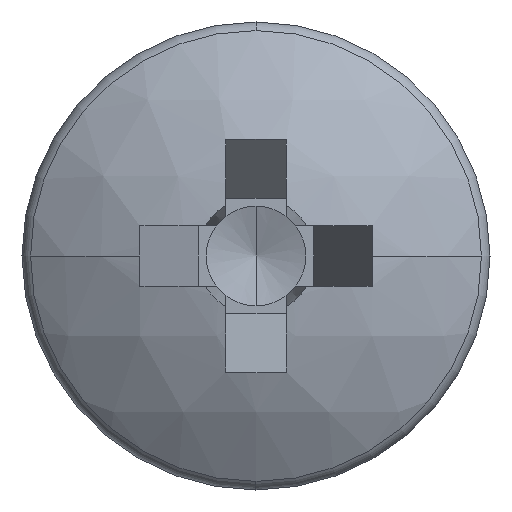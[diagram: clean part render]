
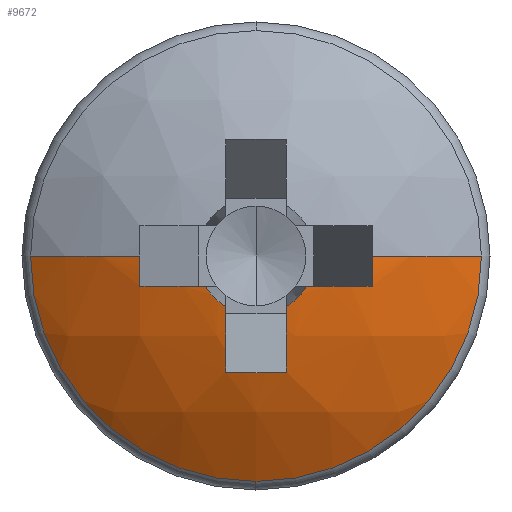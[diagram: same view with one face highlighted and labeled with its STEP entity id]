
A CAD part, left-side view. The second image highlights one B-rep face of the part: STEP entity #9672.
In plain terms, the highlighted spherical face has radius 6.5 mm.
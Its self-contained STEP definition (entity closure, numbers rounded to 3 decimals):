
#144 = CIRCLE ( 'NONE', #10968, 6.426 ) ;
#244 = EDGE_CURVE ( 'NONE', #9139, #10199, #7538, .T. ) ;
#246 = DIRECTION ( 'NONE',  ( 0., 0., 1. ) ) ;
#394 = VERTEX_POINT ( 'NONE', #416 ) ;
#416 = CARTESIAN_POINT ( 'NONE',  ( 0.332, -1.985, -0.515 ) ) ;
#605 = EDGE_LOOP ( 'NONE', ( #9058, #960, #9533, #9265, #658, #8326, #2455, #862, #9147, #7444, #4339, #10820, #9757 ) ) ;
#641 = EDGE_CURVE ( 'NONE', #7146, #8718, #144, .T. ) ;
#658 = ORIENTED_EDGE ( 'NONE', *, *, #5792, .F. ) ;
#804 = EDGE_CURVE ( 'NONE', #8137, #2636, #10942, .T. ) ;
#862 = ORIENTED_EDGE ( 'NONE', *, *, #641, .T. ) ;
#958 = CARTESIAN_POINT ( 'NONE',  ( 6.5, -0.515, 0. ) ) ;
#960 = ORIENTED_EDGE ( 'NONE', *, *, #4733, .T. ) ;
#1008 = SPHERICAL_SURFACE ( 'NONE', #6004, 6.5 ) ;
#1158 = AXIS2_PLACEMENT_3D ( 'NONE', #7418, #7455, #1769 ) ;
#1271 = CARTESIAN_POINT ( 'NONE',  ( 0.332, 1.985, -0.515 ) ) ;
#1358 = DIRECTION ( 'NONE',  ( 0., 0., -1. ) ) ;
#1584 = CARTESIAN_POINT ( 'NONE',  ( 1.265, -3.853, 0. ) ) ;
#1602 = DIRECTION ( 'NONE',  ( 0.895, 0.446, 0. ) ) ;
#1640 = CARTESIAN_POINT ( 'NONE',  ( 0.079, 0.515, -0.868 ) ) ;
#1767 = CIRCLE ( 'NONE', #8969, 6.48 ) ;
#1769 = DIRECTION ( 'NONE',  ( 0., 0., -1. ) ) ;
#1816 = CARTESIAN_POINT ( 'NONE',  ( 1.265, 0., 0. ) ) ;
#2062 = DIRECTION ( 'NONE',  ( 1., 0., 0. ) ) ;
#2155 = DIRECTION ( 'NONE',  ( 1., 0., 0. ) ) ;
#2455 = ORIENTED_EDGE ( 'NONE', *, *, #7995, .F. ) ;
#2468 = AXIS2_PLACEMENT_3D ( 'NONE', #4988, #3040, #2155 ) ;
#2483 = CARTESIAN_POINT ( 'NONE',  ( 0.079, 0., 0. ) ) ;
#2636 = VERTEX_POINT ( 'NONE', #10398 ) ;
#2699 = CIRCLE ( 'NONE', #3587, 6.5 ) ;
#2751 = EDGE_CURVE ( 'NONE', #6683, #394, #6205, .T. ) ;
#2800 = EDGE_CURVE ( 'NONE', #3011, #8718, #11326, .T. ) ;
#3011 = VERTEX_POINT ( 'NONE', #1640 ) ;
#3028 = CARTESIAN_POINT ( 'NONE',  ( 1.265, 0., 0. ) ) ;
#3040 = DIRECTION ( 'NONE',  ( 0., 0., 1. ) ) ;
#3537 = EDGE_CURVE ( 'NONE', #8137, #7155, #3915, .T. ) ;
#3587 = AXIS2_PLACEMENT_3D ( 'NONE', #4804, #10238, #7425 ) ;
#3642 = AXIS2_PLACEMENT_3D ( 'NONE', #5075, #11463, #1358 ) ;
#3650 = AXIS2_PLACEMENT_3D ( 'NONE', #2483, #6139, #9806 ) ;
#3705 = DIRECTION ( 'NONE',  ( 0.446, 0., -0.895 ) ) ;
#3716 = VERTEX_POINT ( 'NONE', #10168 ) ;
#3777 = DIRECTION ( 'NONE',  ( 0., 1., 0. ) ) ;
#3915 = CIRCLE ( 'NONE', #11672, 6.426 ) ;
#4111 = CIRCLE ( 'NONE', #11301, 3.853 ) ;
#4289 = FACE_OUTER_BOUND ( 'NONE', #605, .T. ) ;
#4339 = ORIENTED_EDGE ( 'NONE', *, *, #804, .F. ) ;
#4583 = AXIS2_PLACEMENT_3D ( 'NONE', #5687, #246, #2062 ) ;
#4697 = CIRCLE ( 'NONE', #9110, 3.853 ) ;
#4733 = EDGE_CURVE ( 'NONE', #3716, #9461, #4111, .T. ) ;
#4804 = CARTESIAN_POINT ( 'NONE',  ( 6.5, 0., 0. ) ) ;
#4988 = CARTESIAN_POINT ( 'NONE',  ( 6.5, 0., -0.515 ) ) ;
#5075 = CARTESIAN_POINT ( 'NONE',  ( 0.079, 0., 0. ) ) ;
#5154 = CARTESIAN_POINT ( 'NONE',  ( 0.313, -1.994, 0. ) ) ;
#5230 = CARTESIAN_POINT ( 'NONE',  ( 6.064, 0.874, 0. ) ) ;
#5277 = DIRECTION ( 'NONE',  ( 0., 0., 1. ) ) ;
#5474 = CARTESIAN_POINT ( 'NONE',  ( 0.079, -0.515, -0.868 ) ) ;
#5687 = CARTESIAN_POINT ( 'NONE',  ( 6.5, 0., -0.515 ) ) ;
#5753 = DIRECTION ( 'NONE',  ( 0., 1., 0. ) ) ;
#5792 = EDGE_CURVE ( 'NONE', #10199, #394, #7933, .T. ) ;
#6004 = AXIS2_PLACEMENT_3D ( 'NONE', #7467, #11196, #5753 ) ;
#6139 = DIRECTION ( 'NONE',  ( -1., 0., 0. ) ) ;
#6140 = DIRECTION ( 'NONE',  ( 1., 0., 0. ) ) ;
#6205 = CIRCLE ( 'NONE', #10907, 6.426 ) ;
#6243 = CARTESIAN_POINT ( 'NONE',  ( 0.332, -0.515, -1.985 ) ) ;
#6346 = DIRECTION ( 'NONE',  ( -1., 0., 0. ) ) ;
#6372 = CARTESIAN_POINT ( 'NONE',  ( 6.064, 0., 0.874 ) ) ;
#6408 = DIRECTION ( 'NONE',  ( 0.446, 0.895, 0. ) ) ;
#6619 = CARTESIAN_POINT ( 'NONE',  ( 0.332, 0.515, -1.985 ) ) ;
#6683 = VERTEX_POINT ( 'NONE', #5154 ) ;
#7051 = DIRECTION ( 'NONE',  ( 0.446, -0.895, 0. ) ) ;
#7146 = VERTEX_POINT ( 'NONE', #6243 ) ;
#7155 = VERTEX_POINT ( 'NONE', #8705 ) ;
#7164 = CARTESIAN_POINT ( 'NONE',  ( 6.064, -0.874, 0. ) ) ;
#7269 = CARTESIAN_POINT ( 'NONE',  ( 0.079, -0.868, -0.515 ) ) ;
#7314 = DIRECTION ( 'NONE',  ( 0., 0., 1. ) ) ;
#7418 = CARTESIAN_POINT ( 'NONE',  ( 6.5, 0.515, 0. ) ) ;
#7425 = DIRECTION ( 'NONE',  ( 0., 1., 0. ) ) ;
#7444 = ORIENTED_EDGE ( 'NONE', *, *, #8809, .F. ) ;
#7455 = DIRECTION ( 'NONE',  ( 0., -1., 0. ) ) ;
#7467 = CARTESIAN_POINT ( 'NONE',  ( 6.5, 0., 0. ) ) ;
#7538 = CIRCLE ( 'NONE', #3650, 1.009 ) ;
#7933 = CIRCLE ( 'NONE', #2468, 6.48 ) ;
#7995 = EDGE_CURVE ( 'NONE', #7146, #9139, #1767, .T. ) ;
#8137 = VERTEX_POINT ( 'NONE', #1271 ) ;
#8326 = ORIENTED_EDGE ( 'NONE', *, *, #244, .F. ) ;
#8579 = VERTEX_POINT ( 'NONE', #9335 ) ;
#8705 = CARTESIAN_POINT ( 'NONE',  ( 0.313, 1.994, 0. ) ) ;
#8718 = VERTEX_POINT ( 'NONE', #6619 ) ;
#8809 = EDGE_CURVE ( 'NONE', #2636, #3011, #10545, .T. ) ;
#8926 = CARTESIAN_POINT ( 'NONE',  ( 6.5, 0., 0. ) ) ;
#8969 = AXIS2_PLACEMENT_3D ( 'NONE', #958, #3777, #10144 ) ;
#9036 = DIRECTION ( 'NONE',  ( -0.895, 0., -0.446 ) ) ;
#9058 = ORIENTED_EDGE ( 'NONE', *, *, #11018, .T. ) ;
#9110 = AXIS2_PLACEMENT_3D ( 'NONE', #1816, #6346, #7314 ) ;
#9139 = VERTEX_POINT ( 'NONE', #5474 ) ;
#9147 = ORIENTED_EDGE ( 'NONE', *, *, #2800, .F. ) ;
#9265 = ORIENTED_EDGE ( 'NONE', *, *, #2751, .T. ) ;
#9303 = AXIS2_PLACEMENT_3D ( 'NONE', #8926, #5277, #6140 ) ;
#9335 = CARTESIAN_POINT ( 'NONE',  ( 1.265, 3.853, 0. ) ) ;
#9461 = VERTEX_POINT ( 'NONE', #1584 ) ;
#9533 = ORIENTED_EDGE ( 'NONE', *, *, #10681, .T. ) ;
#9672 = ADVANCED_FACE ( 'NONE', ( #4289 ), #1008, .T. ) ;
#9757 = ORIENTED_EDGE ( 'NONE', *, *, #10951, .F. ) ;
#9806 = DIRECTION ( 'NONE',  ( 0., 0., -1. ) ) ;
#10144 = DIRECTION ( 'NONE',  ( 0., 0., 1. ) ) ;
#10168 = CARTESIAN_POINT ( 'NONE',  ( 1.265, 0., -3.853 ) ) ;
#10199 = VERTEX_POINT ( 'NONE', #7269 ) ;
#10238 = DIRECTION ( 'NONE',  ( 0., 0., -1. ) ) ;
#10398 = CARTESIAN_POINT ( 'NONE',  ( 0.079, 0.868, -0.515 ) ) ;
#10519 = CIRCLE ( 'NONE', #9303, 6.5 ) ;
#10545 = CIRCLE ( 'NONE', #3642, 1.009 ) ;
#10681 = EDGE_CURVE ( 'NONE', #9461, #6683, #2699, .T. ) ;
#10820 = ORIENTED_EDGE ( 'NONE', *, *, #3537, .T. ) ;
#10892 = DIRECTION ( 'NONE',  ( -0.895, 0.446, 0. ) ) ;
#10907 = AXIS2_PLACEMENT_3D ( 'NONE', #5230, #7051, #1602 ) ;
#10942 = CIRCLE ( 'NONE', #4583, 6.48 ) ;
#10951 = EDGE_CURVE ( 'NONE', #8579, #7155, #10519, .T. ) ;
#10968 = AXIS2_PLACEMENT_3D ( 'NONE', #6372, #3705, #9036 ) ;
#11018 = EDGE_CURVE ( 'NONE', #8579, #3716, #4697, .T. ) ;
#11144 = DIRECTION ( 'NONE',  ( -1., 0., 0. ) ) ;
#11178 = DIRECTION ( 'NONE',  ( 0., 0., 1. ) ) ;
#11196 = DIRECTION ( 'NONE',  ( 0., 0., -1. ) ) ;
#11301 = AXIS2_PLACEMENT_3D ( 'NONE', #3028, #11144, #11178 ) ;
#11326 = CIRCLE ( 'NONE', #1158, 6.48 ) ;
#11463 = DIRECTION ( 'NONE',  ( -1., 0., 0. ) ) ;
#11672 = AXIS2_PLACEMENT_3D ( 'NONE', #7164, #6408, #10892 ) ;
